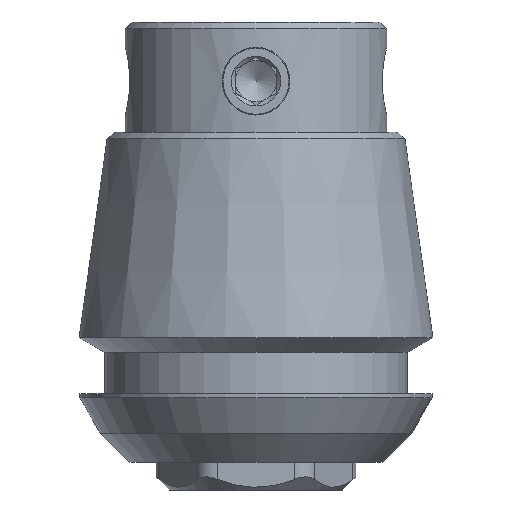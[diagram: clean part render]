
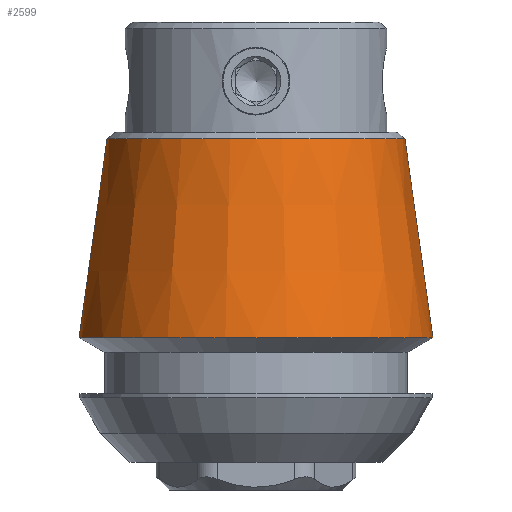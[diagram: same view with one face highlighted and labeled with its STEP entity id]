
A CAD part, front view. The second image highlights one B-rep face of the part: STEP entity #2599.
In plain terms, the highlighted conical face has half-angle 8 degrees and reference radius 12.85 mm.
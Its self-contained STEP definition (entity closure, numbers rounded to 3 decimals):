
#26=CONICAL_SURFACE('',#2758,12.85,0.14);
#495=ORIENTED_EDGE('',*,*,#947,.T.);
#496=ORIENTED_EDGE('',*,*,#946,.T.);
#946=EDGE_CURVE('',#1167,#1167,#1290,.T.);
#947=EDGE_CURVE('',#1168,#1168,#1291,.F.);
#1167=VERTEX_POINT('',#3785);
#1168=VERTEX_POINT('',#3788);
#1290=CIRCLE('',#2757,12.85);
#1291=CIRCLE('',#2759,10.821);
#1394=EDGE_LOOP('',(#495));
#1395=EDGE_LOOP('',(#496));
#1562=FACE_BOUND('',#1394,.T.);
#1563=FACE_BOUND('',#1395,.T.);
#2599=ADVANCED_FACE('',(#1562,#1563),#26,.T.);
#2757=AXIS2_PLACEMENT_3D('',#3784,#3043,#3044);
#2758=AXIS2_PLACEMENT_3D('',#3786,#3045,#3046);
#2759=AXIS2_PLACEMENT_3D('',#3787,#3047,#3048);
#3043=DIRECTION('',(0.,0.,1.));
#3044=DIRECTION('',(1.,0.,0.));
#3045=DIRECTION('',(0.,0.,-1.));
#3046=DIRECTION('',(-1.,0.,0.));
#3047=DIRECTION('',(0.,0.,1.));
#3048=DIRECTION('',(1.,0.,0.));
#3784=CARTESIAN_POINT('',(0.,0.,9.068));
#3785=CARTESIAN_POINT('',(12.85,0.,9.068));
#3786=CARTESIAN_POINT('',(0.,0.,9.068));
#3787=CARTESIAN_POINT('',(0.,0.,23.505));
#3788=CARTESIAN_POINT('',(10.821,0.,23.505));
